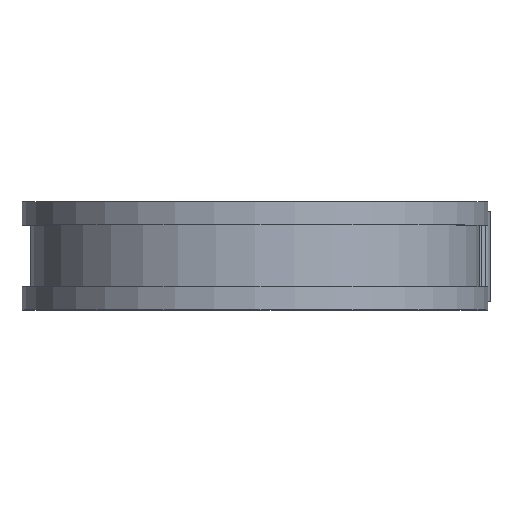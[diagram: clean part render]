
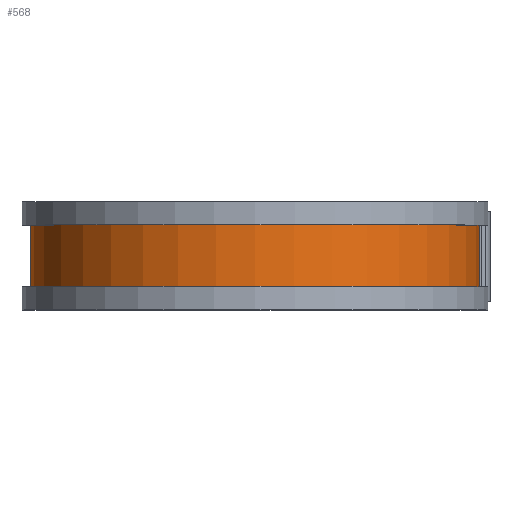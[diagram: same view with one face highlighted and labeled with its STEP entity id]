
A CAD part, top view. The second image highlights one B-rep face of the part: STEP entity #568.
In plain terms, the highlighted cylindrical face has radius 39.256 mm (diameter 78.511 mm), a partial arc.
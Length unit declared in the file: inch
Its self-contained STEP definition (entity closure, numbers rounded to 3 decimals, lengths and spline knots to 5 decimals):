
#23 = DIRECTION ( 'NONE',  ( 0., -1., 0. ) ) ;
#128 = ORIENTED_EDGE ( 'NONE', *, *, #840, .F. ) ;
#131 = VERTEX_POINT ( 'NONE', #1597 ) ;
#143 = VECTOR ( 'NONE', #739, 39.37008 ) ;
#168 = DIRECTION ( 'NONE',  ( 0., 0., -1. ) ) ;
#190 = AXIS2_PLACEMENT_3D ( 'NONE', #240, #198, #1037 ) ;
#198 = DIRECTION ( 'NONE',  ( 0., -1., 0. ) ) ;
#210 = LINE ( 'NONE', #707, #143 ) ;
#240 = CARTESIAN_POINT ( 'NONE',  ( 0., 0.3125, 0. ) ) ;
#243 = ORIENTED_EDGE ( 'NONE', *, *, #1141, .F. ) ;
#350 = EDGE_CURVE ( 'NONE', #1022, #1057, #210, .T. ) ;
#398 = CARTESIAN_POINT ( 'NONE',  ( 1.5455, 0.3125, 0. ) ) ;
#472 = CARTESIAN_POINT ( 'NONE',  ( 0., 0.2125, -1.5455 ) ) ;
#538 = CARTESIAN_POINT ( 'NONE',  ( 0., -0.2125, -1.5455 ) ) ;
#557 = DIRECTION ( 'NONE',  ( 0., -1., 0. ) ) ;
#568 = ADVANCED_FACE ( 'NONE', ( #1715 ), #1709, .T. ) ;
#631 = CARTESIAN_POINT ( 'NONE',  ( 0., 0.2125, 0. ) ) ;
#707 = CARTESIAN_POINT ( 'NONE',  ( 0., 0.3125, -1.5455 ) ) ;
#739 = DIRECTION ( 'NONE',  ( 0., -1., 0. ) ) ;
#796 = ORIENTED_EDGE ( 'NONE', *, *, #985, .T. ) ;
#840 = EDGE_CURVE ( 'NONE', #131, #926, #1506, .T. ) ;
#922 = EDGE_LOOP ( 'NONE', ( #128, #796, #1094, #243 ) ) ;
#926 = VERTEX_POINT ( 'NONE', #977 ) ;
#977 = CARTESIAN_POINT ( 'NONE',  ( 1.5455, -0.2125, 0. ) ) ;
#985 = EDGE_CURVE ( 'NONE', #131, #1022, #1404, .T. ) ;
#1022 = VERTEX_POINT ( 'NONE', #472 ) ;
#1037 = DIRECTION ( 'NONE',  ( 0., 0., -1. ) ) ;
#1057 = VERTEX_POINT ( 'NONE', #538 ) ;
#1094 = ORIENTED_EDGE ( 'NONE', *, *, #350, .T. ) ;
#1141 = EDGE_CURVE ( 'NONE', #926, #1057, #1336, .T. ) ;
#1191 = AXIS2_PLACEMENT_3D ( 'NONE', #631, #23, #168 ) ;
#1336 = CIRCLE ( 'NONE', #1545, 1.5455 ) ;
#1363 = CARTESIAN_POINT ( 'NONE',  ( 0., -0.2125, 0. ) ) ;
#1404 = CIRCLE ( 'NONE', #1191, 1.5455 ) ;
#1461 = DIRECTION ( 'NONE',  ( 0., 0., -1. ) ) ;
#1506 = LINE ( 'NONE', #398, #1510 ) ;
#1510 = VECTOR ( 'NONE', #1735, 39.37008 ) ;
#1545 = AXIS2_PLACEMENT_3D ( 'NONE', #1363, #557, #1461 ) ;
#1597 = CARTESIAN_POINT ( 'NONE',  ( 1.5455, 0.2125, 0. ) ) ;
#1709 = CYLINDRICAL_SURFACE ( 'NONE', #190, 1.5455 ) ;
#1715 = FACE_OUTER_BOUND ( 'NONE', #922, .T. ) ;
#1735 = DIRECTION ( 'NONE',  ( 0., -1., 0. ) ) ;
